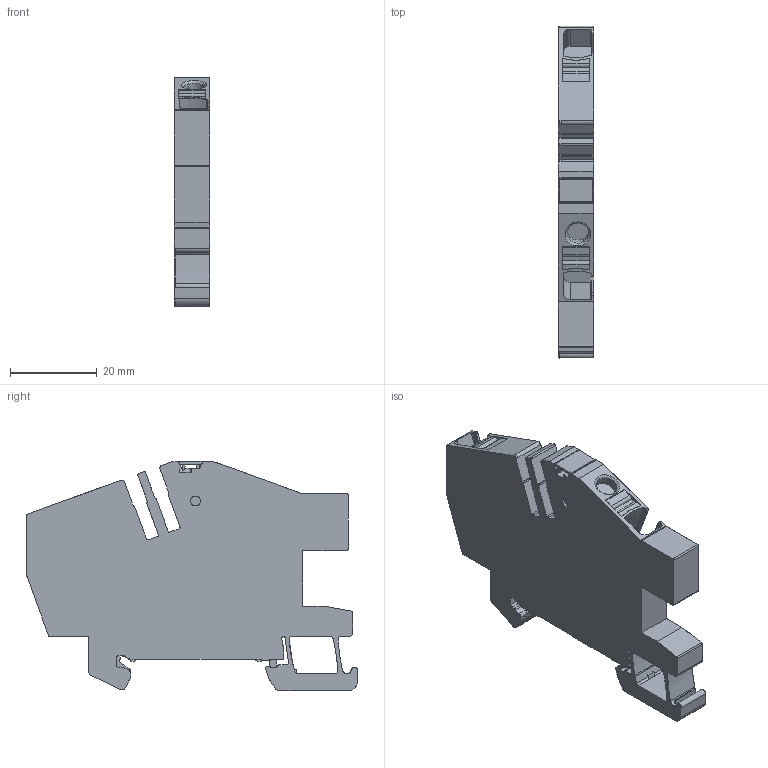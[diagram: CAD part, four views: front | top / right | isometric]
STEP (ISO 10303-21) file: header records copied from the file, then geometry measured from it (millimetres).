
FILE_DESCRIPTION(('CATIA V5 STEP Exchange','CAx-IF Rec.Pracs.--- Model Styling and Organization---1.4--- 2014-01-23'),'2;1');
FILE_NAME ('1307386-1_1', '2023-10-05T08:53:05+00:00', ('none'), ('Weidmueller'), 'CATIA Version 5-6 Release 2016 SP3 HF44', 'CATIA V5 STEP AP214', 'none');
FILE_SCHEMA(('AUTOMOTIVE_DESIGN { 1 0 10303 214 1 1 1 1 }'));
Length unit declared in the file: millimetre
Products named in the file (1): 2782470000
Bounding box: 8.1 x 76.57 x 52.88 mm (x, y, z)
Volume: 21239.7 mm3; surface area: 15571.1 mm2
Topology: 8 solids, 8 shells, 752 faces, 2153 edges, 1423 vertices
Faces by surface type: plane 324, cylinder 225, extrusion 187, cone 10, torus 4, bspline 2
Entity records: 28085 total; most frequent: CARTESIAN_POINT 9584, ORIENTED_EDGE 4302, DIRECTION 2863, EDGE_CURVE 2151, VECTOR 1587, VERTEX_POINT 1423, LINE 1400, EDGE_LOOP 768
